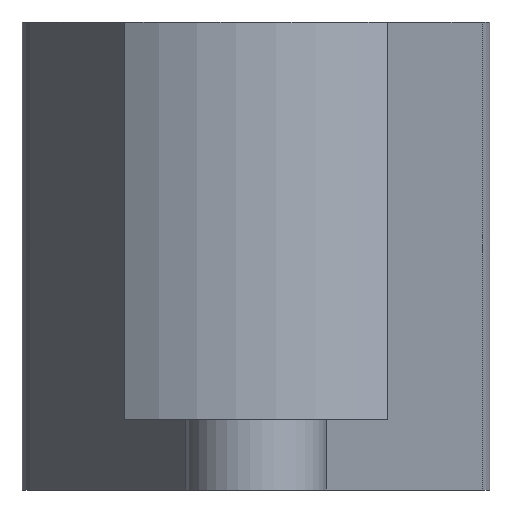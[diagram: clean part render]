
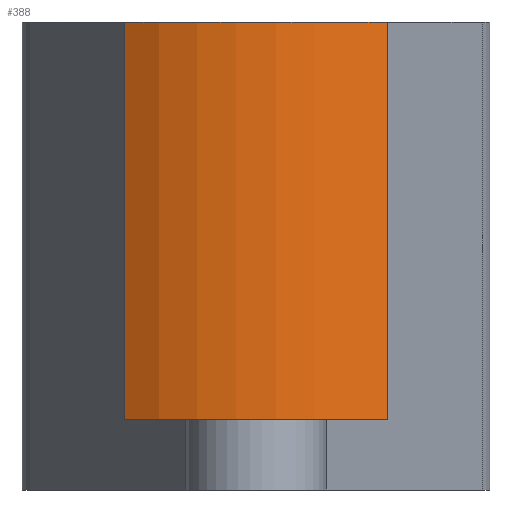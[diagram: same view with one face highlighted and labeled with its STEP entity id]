
A CAD part, left-side view. The second image highlights one B-rep face of the part: STEP entity #388.
In plain terms, the highlighted cylindrical face has radius 10 mm (diameter 20 mm), a partial arc.
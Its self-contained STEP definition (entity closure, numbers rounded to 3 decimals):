
#30=FACE_OUTER_BOUND('',#51,.T.);
#51=EDGE_LOOP('',(#264,#265,#266,#267));
#79=LINE('',#611,#110);
#80=LINE('',#614,#111);
#110=VECTOR('',#483,10.);
#111=VECTOR('',#486,10.);
#141=CIRCLE('',#426,10.);
#142=CIRCLE('',#427,10.);
#169=VERTEX_POINT('',#607);
#170=VERTEX_POINT('',#608);
#171=VERTEX_POINT('',#610);
#172=VERTEX_POINT('',#612);
#207=EDGE_CURVE('',#169,#170,#141,.T.);
#208=EDGE_CURVE('',#169,#171,#79,.T.);
#209=EDGE_CURVE('',#172,#171,#142,.T.);
#210=EDGE_CURVE('',#170,#172,#80,.T.);
#264=ORIENTED_EDGE('',*,*,#207,.F.);
#265=ORIENTED_EDGE('',*,*,#208,.T.);
#266=ORIENTED_EDGE('',*,*,#209,.F.);
#267=ORIENTED_EDGE('',*,*,#210,.F.);
#375=CYLINDRICAL_SURFACE('',#425,10.);
#388=ADVANCED_FACE('',(#30),#375,.T.);
#425=AXIS2_PLACEMENT_3D('',#606,#479,#480);
#426=AXIS2_PLACEMENT_3D('',#609,#481,#482);
#427=AXIS2_PLACEMENT_3D('',#613,#484,#485);
#479=DIRECTION('center_axis',(0.,0.,1.));
#480=DIRECTION('ref_axis',(-1.,0.,0.));
#481=DIRECTION('center_axis',(0.,0.,-1.));
#482=DIRECTION('ref_axis',(1.,0.,0.));
#483=DIRECTION('',(0.,0.,1.));
#484=DIRECTION('center_axis',(0.,0.,1.));
#485=DIRECTION('ref_axis',(1.,0.,0.));
#486=DIRECTION('',(0.,0.,1.));
#606=CARTESIAN_POINT('Origin',(0.,0.,0.));
#607=CARTESIAN_POINT('',(-8.275,-5.615,3.));
#608=CARTESIAN_POINT('',(-8.275,5.615,3.));
#609=CARTESIAN_POINT('Origin',(0.,0.,3.));
#610=CARTESIAN_POINT('',(-8.275,-5.615,20.));
#611=CARTESIAN_POINT('',(-8.275,-5.615,0.));
#612=CARTESIAN_POINT('',(-8.275,5.615,20.));
#613=CARTESIAN_POINT('Origin',(0.,0.,20.));
#614=CARTESIAN_POINT('',(-8.275,5.615,0.));
